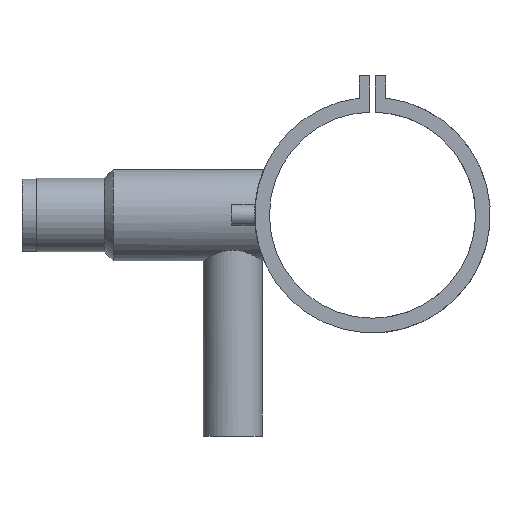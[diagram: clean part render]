
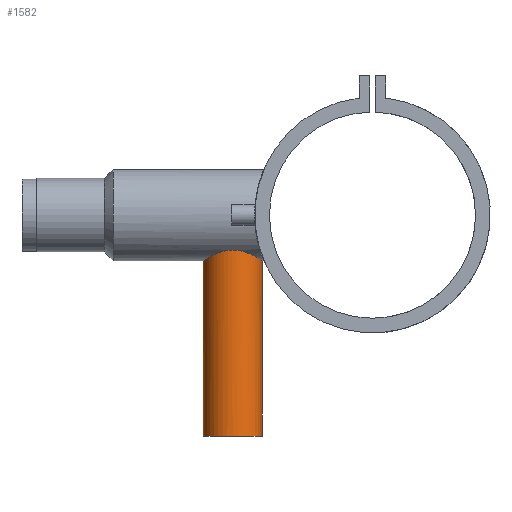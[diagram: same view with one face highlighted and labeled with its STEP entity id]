
A CAD part, left-side view. The second image highlights one B-rep face of the part: STEP entity #1582.
In plain terms, the highlighted cylindrical face has radius 20 mm (diameter 40 mm), a partial arc.
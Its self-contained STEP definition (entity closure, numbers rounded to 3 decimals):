
#4 = VERTEX_POINT ( 'NONE', #1308 ) ;
#34 = CARTESIAN_POINT ( 'NONE',  ( -10.156, 112.278, -29.312 ) ) ;
#47 = CARTESIAN_POINT ( 'NONE',  ( -19.723, 98.382, -23.917 ) ) ;
#59 = CARTESIAN_POINT ( 'NONE',  ( -17.898, 86.051, -25.314 ) ) ;
#76 = CARTESIAN_POINT ( 'NONE',  ( -6.603, 76.075, -30.315 ) ) ;
#96 = CYLINDRICAL_SURFACE ( 'NONE', #568, 20. ) ;
#134 = EDGE_LOOP ( 'NONE', ( #2211, #2456, #1614, #2541 ) ) ;
#157 = VERTEX_POINT ( 'NONE', #1009 ) ;
#228 = CARTESIAN_POINT ( 'NONE',  ( -6.588, 113.896, -30.299 ) ) ;
#229 = CARTESIAN_POINT ( 'NONE',  ( 0., 75., 0. ) ) ;
#244 = CARTESIAN_POINT ( 'NONE',  ( -18.893, 101.594, -24.578 ) ) ;
#254 = CARTESIAN_POINT ( 'NONE',  ( -18.908, 88.448, -24.567 ) ) ;
#265 = CARTESIAN_POINT ( 'NONE',  ( -9.017, 77.145, -29.661 ) ) ;
#366 = AXIS2_PLACEMENT_3D ( 'NONE', #1609, #2388, #607 ) ;
#399 = CIRCLE ( 'NONE', #366, 20. ) ;
#422 = CARTESIAN_POINT ( 'NONE',  ( -2.7, 114.862, -30.91 ) ) ;
#423 = CARTESIAN_POINT ( 'NONE',  ( 0., 115., -31. ) ) ;
#435 = CARTESIAN_POINT ( 'NONE',  ( -17.302, 105.113, -25.736 ) ) ;
#448 = CARTESIAN_POINT ( 'NONE',  ( -19.457, 90.358, -24.134 ) ) ;
#459 = CARTESIAN_POINT ( 'NONE',  ( -10.71, 78.097, -29.097 ) ) ;
#472 = CARTESIAN_POINT ( 'NONE',  ( -0.673, 75., -31. ) ) ;
#491 = VECTOR ( 'NONE', #2122, 1000. ) ;
#508 = LINE ( 'NONE', #1314, #491 ) ;
#568 = AXIS2_PLACEMENT_3D ( 'NONE', #884, #1696, #2466 ) ;
#607 = DIRECTION ( 'NONE',  ( 0., 1., 0. ) ) ;
#632 = CARTESIAN_POINT ( 'NONE',  ( -15.046, 108.192, -27.108 ) ) ;
#645 = CARTESIAN_POINT ( 'NONE',  ( -20.001, 93.662, -23.684 ) ) ;
#660 = CARTESIAN_POINT ( 'NONE',  ( -15.081, 81.801, -27.103 ) ) ;
#671 = CARTESIAN_POINT ( 'NONE',  ( -2.696, 75.18, -30.884 ) ) ;
#806 = VERTEX_POINT ( 'NONE', #423 ) ;
#823 = CARTESIAN_POINT ( 'NONE',  ( -12.301, 110.823, -28.478 ) ) ;
#829 = EDGE_CURVE ( 'NONE', #960, #157, #2037, .T. ) ;
#835 = CARTESIAN_POINT ( 'NONE',  ( -19.825, 97.722, -23.832 ) ) ;
#843 = EDGE_CURVE ( 'NONE', #806, #960, #1041, .T. ) ;
#847 = CARTESIAN_POINT ( 'NONE',  ( -17.282, 84.913, -25.738 ) ) ;
#865 = CARTESIAN_POINT ( 'NONE',  ( -5.34, 75.679, -30.565 ) ) ;
#884 = CARTESIAN_POINT ( 'NONE',  ( 0., 95., 0. ) ) ;
#960 = VERTEX_POINT ( 'NONE', #1562 ) ;
#1009 = CARTESIAN_POINT ( 'NONE',  ( 0., 75., -150. ) ) ;
#1024 = CARTESIAN_POINT ( 'NONE',  ( -7.208, 113.667, -30.157 ) ) ;
#1025 = DIRECTION ( 'NONE',  ( 0., 0., -1. ) ) ;
#1041 = B_SPLINE_CURVE_WITH_KNOTS ( 'NONE', 3,
 ( #1441, #2236, #422, #1225, #2036, #228, #1024, #1836, #34, #823, #1636, #2410, #632, #1440, #2235, #435, #1238, #2050, #244, #1043, #1847, #47, #835, #1648, #2423, #645, #1453, #2248, #448, #1255, #2064, #254, #1054, #1859, #59, #847, #1661, #2435, #660, #1466, #2259, #459, #1266, #2075, #265, #1065, #1871, #76, #865, #1677, #2446, #671, #1478, #2271, #472, #1279 ),
 .UNSPECIFIED., .F., .F.,
 ( 4, 2, 2, 2, 2, 2, 2, 2, 2, 2, 2, 2, 2, 2, 2, 2, 2, 2, 2, 2, 2, 2, 2, 2, 2, 2, 2, 4 ),
 ( 0., 0.004, 0.006, 0.008, 0.012, 0.016, 0.018, 0.02, 0.024, 0.026, 0.028, 0.03, 0.032, 0.036, 0.037, 0.038, 0.04, 0.042, 0.044, 0.048, 0.052, 0.054, 0.055, 0.056, 0.06, 0.061, 0.062, 0.064 ),
 .UNSPECIFIED. ) ;
#1043 = CARTESIAN_POINT ( 'NONE',  ( -19.289, 100.327, -24.269 ) ) ;
#1054 = CARTESIAN_POINT ( 'NONE',  ( -18.684, 87.835, -24.739 ) ) ;
#1065 = CARTESIAN_POINT ( 'NONE',  ( -8.425, 76.858, -29.835 ) ) ;
#1225 = CARTESIAN_POINT ( 'NONE',  ( -4.661, 114.461, -30.655 ) ) ;
#1238 = CARTESIAN_POINT ( 'NONE',  ( -17.909, 103.996, -25.311 ) ) ;
#1255 = CARTESIAN_POINT ( 'NONE',  ( -19.291, 89.712, -24.266 ) ) ;
#1266 = CARTESIAN_POINT ( 'NONE',  ( -10.162, 77.762, -29.293 ) ) ;
#1279 = CARTESIAN_POINT ( 'NONE',  ( 0., 75., -31. ) ) ;
#1308 = CARTESIAN_POINT ( 'NONE',  ( 0., 115., -150. ) ) ;
#1314 = CARTESIAN_POINT ( 'NONE',  ( 0., 115., 0. ) ) ;
#1333 = VECTOR ( 'NONE', #1025, 1000. ) ;
#1440 = CARTESIAN_POINT ( 'NONE',  ( -15.856, 107.207, -26.642 ) ) ;
#1441 = CARTESIAN_POINT ( 'NONE',  ( 0., 115., -31. ) ) ;
#1453 = CARTESIAN_POINT ( 'NONE',  ( -19.866, 92.328, -23.8 ) ) ;
#1466 = CARTESIAN_POINT ( 'NONE',  ( -13.274, 79.985, -28.033 ) ) ;
#1478 = CARTESIAN_POINT ( 'NONE',  ( -2.357, 75.137, -30.912 ) ) ;
#1562 = CARTESIAN_POINT ( 'NONE',  ( 0., 75., -31. ) ) ;
#1582 = ADVANCED_FACE ( 'NONE', ( #1894 ), #96, .T. ) ;
#1609 = CARTESIAN_POINT ( 'NONE',  ( 0., 95., -150. ) ) ;
#1614 = ORIENTED_EDGE ( 'NONE', *, *, #1627, .T. ) ;
#1627 = EDGE_CURVE ( 'NONE', #806, #4, #508, .T. ) ;
#1636 = CARTESIAN_POINT ( 'NONE',  ( -13.279, 110.009, -28.03 ) ) ;
#1648 = CARTESIAN_POINT ( 'NONE',  ( -19.964, 96.381, -23.716 ) ) ;
#1661 = CARTESIAN_POINT ( 'NONE',  ( -16.95, 84.366, -25.959 ) ) ;
#1677 = CARTESIAN_POINT ( 'NONE',  ( -3.697, 75.342, -30.78 ) ) ;
#1696 = DIRECTION ( 'NONE',  ( 0., 0., -1. ) ) ;
#1744 = EDGE_CURVE ( 'NONE', #157, #4, #399, .T. ) ;
#1836 = CARTESIAN_POINT ( 'NONE',  ( -9.018, 112.899, -29.685 ) ) ;
#1847 = CARTESIAN_POINT ( 'NONE',  ( -19.455, 99.685, -24.136 ) ) ;
#1859 = CARTESIAN_POINT ( 'NONE',  ( -18.179, 86.637, -25.112 ) ) ;
#1871 = CARTESIAN_POINT ( 'NONE',  ( -8.123, 76.721, -29.918 ) ) ;
#1894 = FACE_OUTER_BOUND ( 'NONE', #134, .T. ) ;
#2036 = CARTESIAN_POINT ( 'NONE',  ( -5.308, 114.294, -30.549 ) ) ;
#2037 = LINE ( 'NONE', #229, #1333 ) ;
#2050 = CARTESIAN_POINT ( 'NONE',  ( -18.667, 102.21, -24.752 ) ) ;
#2064 = CARTESIAN_POINT ( 'NONE',  ( -19.201, 89.393, -24.338 ) ) ;
#2075 = CARTESIAN_POINT ( 'NONE',  ( -9.307, 77.295, -29.571 ) ) ;
#2122 = DIRECTION ( 'NONE',  ( 0., 0., -1. ) ) ;
#2211 = ORIENTED_EDGE ( 'NONE', *, *, #829, .F. ) ;
#2235 = CARTESIAN_POINT ( 'NONE',  ( -16.238, 106.694, -26.411 ) ) ;
#2236 = CARTESIAN_POINT ( 'NONE',  ( -1.365, 115., -31. ) ) ;
#2248 = CARTESIAN_POINT ( 'NONE',  ( -19.532, 90.687, -24.073 ) ) ;
#2259 = CARTESIAN_POINT ( 'NONE',  ( -12.296, 79.174, -28.48 ) ) ;
#2271 = CARTESIAN_POINT ( 'NONE',  ( -1.346, 75.034, -30.978 ) ) ;
#2388 = DIRECTION ( 'NONE',  ( 0., 0., -1. ) ) ;
#2410 = CARTESIAN_POINT ( 'NONE',  ( -14.62, 108.662, -27.341 ) ) ;
#2423 = CARTESIAN_POINT ( 'NONE',  ( -19.999, 95.696, -23.686 ) ) ;
#2435 = CARTESIAN_POINT ( 'NONE',  ( -15.885, 82.781, -26.634 ) ) ;
#2446 = CARTESIAN_POINT ( 'NONE',  ( -3.366, 75.282, -30.819 ) ) ;
#2456 = ORIENTED_EDGE ( 'NONE', *, *, #843, .F. ) ;
#2466 = DIRECTION ( 'NONE',  ( 0., 1., 0. ) ) ;
#2541 = ORIENTED_EDGE ( 'NONE', *, *, #1744, .F. ) ;
